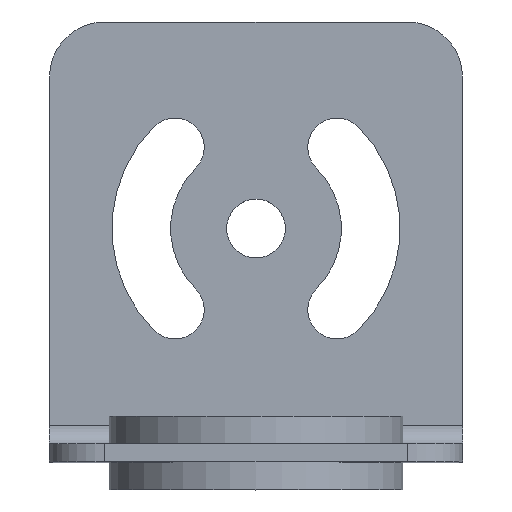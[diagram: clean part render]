
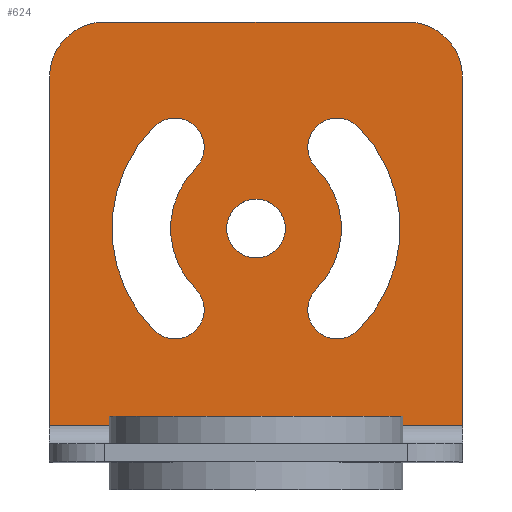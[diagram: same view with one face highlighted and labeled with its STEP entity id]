
A CAD part, top view. The second image highlights one B-rep face of the part: STEP entity #624.
In plain terms, the highlighted planar face has unit normal (0, 0, 1).
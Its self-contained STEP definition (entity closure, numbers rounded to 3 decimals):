
#71=CIRCLE('',#715,3.2);
#72=CIRCLE('',#716,3.2);
#73=CIRCLE('',#717,15.7);
#74=CIRCLE('',#718,3.2);
#75=CIRCLE('',#719,9.3);
#76=CIRCLE('',#720,3.2);
#77=CIRCLE('',#721,15.7);
#78=CIRCLE('',#722,3.2);
#79=CIRCLE('',#723,9.3);
#80=CIRCLE('',#724,6.);
#81=CIRCLE('',#725,6.);
#124=ORIENTED_EDGE('',*,*,#285,.T.);
#125=ORIENTED_EDGE('',*,*,#286,.T.);
#126=ORIENTED_EDGE('',*,*,#287,.T.);
#127=ORIENTED_EDGE('',*,*,#288,.T.);
#128=ORIENTED_EDGE('',*,*,#289,.T.);
#129=ORIENTED_EDGE('',*,*,#290,.T.);
#130=ORIENTED_EDGE('',*,*,#291,.T.);
#131=ORIENTED_EDGE('',*,*,#292,.T.);
#132=ORIENTED_EDGE('',*,*,#293,.T.);
#133=ORIENTED_EDGE('',*,*,#294,.T.);
#134=ORIENTED_EDGE('',*,*,#295,.T.);
#135=ORIENTED_EDGE('',*,*,#267,.T.);
#136=ORIENTED_EDGE('',*,*,#296,.T.);
#137=ORIENTED_EDGE('',*,*,#297,.T.);
#138=ORIENTED_EDGE('',*,*,#298,.F.);
#267=EDGE_CURVE('',#348,#349,#405,.T.);
#285=EDGE_CURVE('',#365,#365,#71,.T.);
#286=EDGE_CURVE('',#366,#367,#72,.T.);
#287=EDGE_CURVE('',#367,#368,#73,.T.);
#288=EDGE_CURVE('',#368,#369,#74,.T.);
#289=EDGE_CURVE('',#369,#366,#75,.T.);
#290=EDGE_CURVE('',#370,#371,#76,.T.);
#291=EDGE_CURVE('',#371,#372,#77,.T.);
#292=EDGE_CURVE('',#372,#373,#78,.T.);
#293=EDGE_CURVE('',#373,#370,#79,.T.);
#294=EDGE_CURVE('',#374,#375,#412,.T.);
#295=EDGE_CURVE('',#375,#348,#80,.T.);
#296=EDGE_CURVE('',#349,#376,#81,.T.);
#297=EDGE_CURVE('',#376,#377,#413,.T.);
#298=EDGE_CURVE('',#374,#377,#414,.T.);
#348=VERTEX_POINT('',#1009);
#349=VERTEX_POINT('',#1010);
#365=VERTEX_POINT('',#1046);
#366=VERTEX_POINT('',#1048);
#367=VERTEX_POINT('',#1049);
#368=VERTEX_POINT('',#1051);
#369=VERTEX_POINT('',#1053);
#370=VERTEX_POINT('',#1056);
#371=VERTEX_POINT('',#1057);
#372=VERTEX_POINT('',#1059);
#373=VERTEX_POINT('',#1061);
#374=VERTEX_POINT('',#1064);
#375=VERTEX_POINT('',#1065);
#376=VERTEX_POINT('',#1068);
#377=VERTEX_POINT('',#1070);
#405=LINE('',#1008,#441);
#412=LINE('',#1063,#448);
#413=LINE('',#1069,#449);
#414=LINE('',#1071,#450);
#441=VECTOR('',#794,1000.);
#448=VECTOR('',#845,1000.);
#449=VECTOR('',#850,1000.);
#450=VECTOR('',#851,1000.);
#482=EDGE_LOOP('',(#124));
#483=EDGE_LOOP('',(#125,#126,#127,#128));
#484=EDGE_LOOP('',(#129,#130,#131,#132));
#485=EDGE_LOOP('',(#133,#134,#135,#136,#137,#138));
#546=FACE_BOUND('',#482,.T.);
#547=FACE_BOUND('',#483,.T.);
#548=FACE_BOUND('',#484,.T.);
#549=FACE_BOUND('',#485,.T.);
#607=PLANE('',#714);
#624=ADVANCED_FACE('',(#546,#547,#548,#549),#607,.T.);
#714=AXIS2_PLACEMENT_3D('',#1044,#825,#826);
#715=AXIS2_PLACEMENT_3D('',#1045,#827,#828);
#716=AXIS2_PLACEMENT_3D('',#1047,#829,#830);
#717=AXIS2_PLACEMENT_3D('',#1050,#831,#832);
#718=AXIS2_PLACEMENT_3D('',#1052,#833,#834);
#719=AXIS2_PLACEMENT_3D('',#1054,#835,#836);
#720=AXIS2_PLACEMENT_3D('',#1055,#837,#838);
#721=AXIS2_PLACEMENT_3D('',#1058,#839,#840);
#722=AXIS2_PLACEMENT_3D('',#1060,#841,#842);
#723=AXIS2_PLACEMENT_3D('',#1062,#843,#844);
#724=AXIS2_PLACEMENT_3D('',#1066,#846,#847);
#725=AXIS2_PLACEMENT_3D('',#1067,#848,#849);
#794=DIRECTION('',(-1.,0.,0.));
#825=DIRECTION('',(0.,0.,1.));
#826=DIRECTION('',(1.,0.,0.));
#827=DIRECTION('',(0.,0.,-1.));
#828=DIRECTION('',(-1.,0.,0.));
#829=DIRECTION('',(0.,0.,-1.));
#830=DIRECTION('',(-1.,0.,0.));
#831=DIRECTION('',(0.,0.,-1.));
#832=DIRECTION('',(1.,0.,0.));
#833=DIRECTION('',(0.,0.,-1.));
#834=DIRECTION('',(-1.,0.,0.));
#835=DIRECTION('',(0.,0.,1.));
#836=DIRECTION('',(1.,0.,0.));
#837=DIRECTION('',(0.,0.,-1.));
#838=DIRECTION('',(1.,0.,0.));
#839=DIRECTION('',(0.,0.,-1.));
#840=DIRECTION('',(-1.,0.,0.));
#841=DIRECTION('',(0.,0.,-1.));
#842=DIRECTION('',(1.,0.,0.));
#843=DIRECTION('',(0.,0.,1.));
#844=DIRECTION('',(-1.,0.,0.));
#845=DIRECTION('',(0.,1.,0.));
#846=DIRECTION('',(0.,0.,1.));
#847=DIRECTION('',(1.,0.,0.));
#848=DIRECTION('',(0.,0.,1.));
#849=DIRECTION('',(1.,0.,0.));
#850=DIRECTION('',(0.,-1.,0.));
#851=DIRECTION('',(-1.,0.,0.));
#1008=CARTESIAN_POINT('',(22.5,48.,2.));
#1009=CARTESIAN_POINT('',(16.5,48.,2.));
#1010=CARTESIAN_POINT('',(-16.5,48.,2.));
#1044=CARTESIAN_POINT('',(0.,0.,2.));
#1045=CARTESIAN_POINT('',(0.,25.5,2.));
#1046=CARTESIAN_POINT('',(-3.2,25.5,2.));
#1047=CARTESIAN_POINT('',(-8.839,16.661,2.));
#1048=CARTESIAN_POINT('',(-6.576,18.924,2.));
#1049=CARTESIAN_POINT('',(-11.102,14.398,2.));
#1050=CARTESIAN_POINT('',(0.,25.5,2.));
#1051=CARTESIAN_POINT('',(-11.102,36.602,2.));
#1052=CARTESIAN_POINT('',(-8.839,34.339,2.));
#1053=CARTESIAN_POINT('',(-6.576,32.076,2.));
#1054=CARTESIAN_POINT('',(0.,25.5,2.));
#1055=CARTESIAN_POINT('',(8.839,34.339,2.));
#1056=CARTESIAN_POINT('',(6.576,32.076,2.));
#1057=CARTESIAN_POINT('',(11.102,36.602,2.));
#1058=CARTESIAN_POINT('',(0.,25.5,2.));
#1059=CARTESIAN_POINT('',(11.102,14.398,2.));
#1060=CARTESIAN_POINT('',(8.839,16.661,2.));
#1061=CARTESIAN_POINT('',(6.576,18.924,2.));
#1062=CARTESIAN_POINT('',(0.,25.5,2.));
#1063=CARTESIAN_POINT('',(22.5,0.,2.));
#1064=CARTESIAN_POINT('',(22.5,4.,2.));
#1065=CARTESIAN_POINT('',(22.5,42.,2.));
#1066=CARTESIAN_POINT('',(16.5,42.,2.));
#1067=CARTESIAN_POINT('',(-16.5,42.,2.));
#1068=CARTESIAN_POINT('',(-22.5,42.,2.));
#1069=CARTESIAN_POINT('',(-22.5,48.,2.));
#1070=CARTESIAN_POINT('',(-22.5,4.,2.));
#1071=CARTESIAN_POINT('',(22.5,4.,2.));
